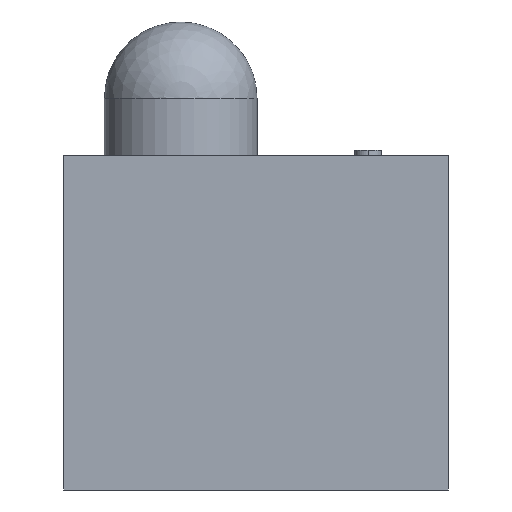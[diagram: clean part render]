
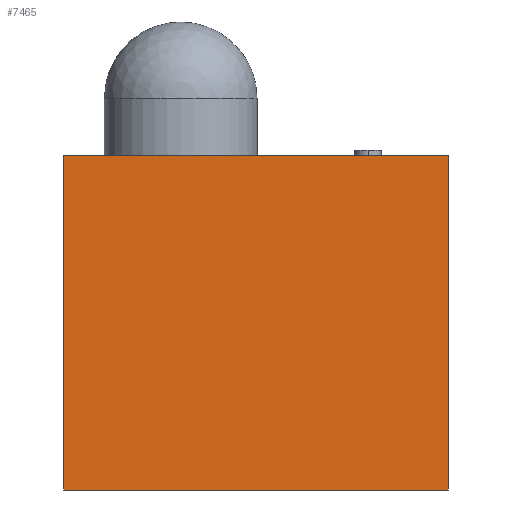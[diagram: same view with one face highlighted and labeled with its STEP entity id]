
A CAD part, left-side view. The second image highlights one B-rep face of the part: STEP entity #7465.
In plain terms, the highlighted planar face has unit normal (-1, 0, 0).
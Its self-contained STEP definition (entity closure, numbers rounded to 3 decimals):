
#218 = EDGE_CURVE ( 'NONE', #12238, #12239, #572, .T. ) ;
#223 = EDGE_CURVE ( 'NONE', #12239, #12240, #587, .T. ) ;
#231 = EDGE_CURVE ( 'NONE', #12243, #12240, #611, .T. ) ;
#235 = EDGE_CURVE ( 'NONE', #12238, #12243, #623, .T. ) ;
#572 = LINE ( 'NONE', #573, #6041 ) ;
#573 = CARTESIAN_POINT ( 'NONE',  ( -2.16, -8.657, -3.175 ) ) ;
#574 = DIRECTION ( 'NONE',  ( 0., 1., 0. ) ) ;
#587 = LINE ( 'NONE', #588, #6046 ) ;
#588 = CARTESIAN_POINT ( 'NONE',  ( -2.16, 3.65, 0.764 ) ) ;
#589 = DIRECTION ( 'NONE',  ( 0., 0., 1. ) ) ;
#611 = LINE ( 'NONE', #612, #6055 ) ;
#612 = CARTESIAN_POINT ( 'NONE',  ( -2.16, -8.657, 3.175 ) ) ;
#613 = DIRECTION ( 'NONE',  ( 0., 1., 0. ) ) ;
#623 = LINE ( 'NONE', #624, #6059 ) ;
#624 = CARTESIAN_POINT ( 'NONE',  ( -2.16, -3.65, 0.764 ) ) ;
#625 = DIRECTION ( 'NONE',  ( 0., 0., 1. ) ) ;
#4340 = FACE_OUTER_BOUND ( 'NONE', #7346, .T. ) ;
#4343 = AXIS2_PLACEMENT_3D ( 'NONE', #5718, #5719, #5720 ) ;
#5717 = PLANE ( 'NONE',  #4343 ) ;
#5718 = CARTESIAN_POINT ( 'NONE',  ( -2.16, -8.657, 0.764 ) ) ;
#5719 = DIRECTION ( 'NONE',  ( -1., 0., 0. ) ) ;
#5720 = DIRECTION ( 'NONE',  ( 0., 0., 1. ) ) ;
#6041 = VECTOR ( 'NONE', #574, 1000. ) ;
#6046 = VECTOR ( 'NONE', #589, 1000. ) ;
#6055 = VECTOR ( 'NONE', #613, 1000. ) ;
#6059 = VECTOR ( 'NONE', #625, 1000. ) ;
#7346 = EDGE_LOOP ( 'NONE', ( #11245, #11246, #11247, #11244 ) ) ;
#7465 = ADVANCED_FACE ( 'NONE', ( #4340 ), #5717, .T. ) ;
#11244 = ORIENTED_EDGE ( 'NONE', *, *, #218, .F. ) ;
#11245 = ORIENTED_EDGE ( 'NONE', *, *, #235, .T. ) ;
#11246 = ORIENTED_EDGE ( 'NONE', *, *, #231, .T. ) ;
#11247 = ORIENTED_EDGE ( 'NONE', *, *, #223, .F. ) ;
#12238 = VERTEX_POINT ( 'NONE', #12712 ) ;
#12239 = VERTEX_POINT ( 'NONE', #12713 ) ;
#12240 = VERTEX_POINT ( 'NONE', #12714 ) ;
#12243 = VERTEX_POINT ( 'NONE', #12717 ) ;
#12712 = CARTESIAN_POINT ( 'NONE',  ( -2.16, -3.65, -3.175 ) ) ;
#12713 = CARTESIAN_POINT ( 'NONE',  ( -2.16, 3.65, -3.175 ) ) ;
#12714 = CARTESIAN_POINT ( 'NONE',  ( -2.16, 3.65, 3.175 ) ) ;
#12717 = CARTESIAN_POINT ( 'NONE',  ( -2.16, -3.65, 3.175 ) ) ;
